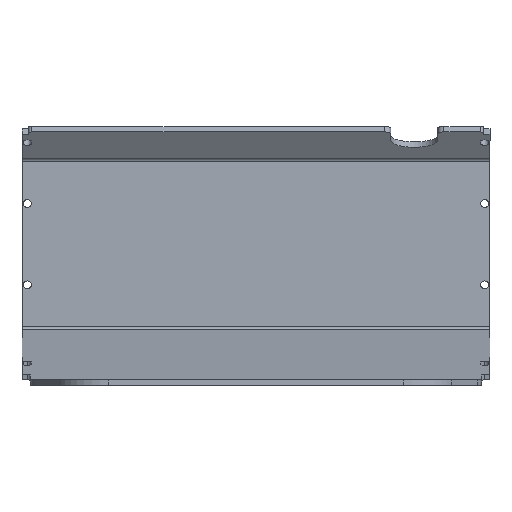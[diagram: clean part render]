
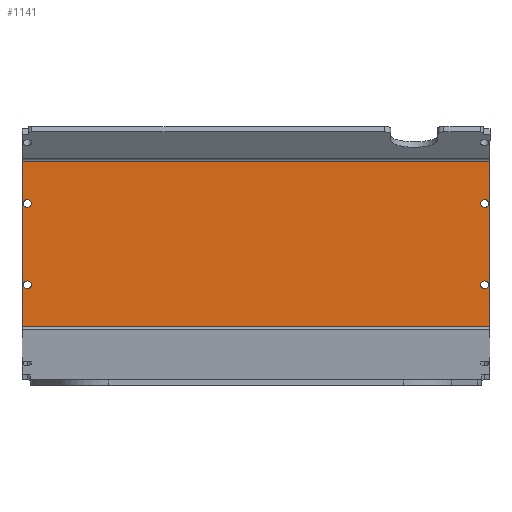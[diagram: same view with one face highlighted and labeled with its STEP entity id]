
A CAD part, front view. The second image highlights one B-rep face of the part: STEP entity #1141.
In plain terms, the highlighted planar face has unit normal (0, -1, 0).
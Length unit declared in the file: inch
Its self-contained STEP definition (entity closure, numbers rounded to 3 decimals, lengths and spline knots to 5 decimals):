
#10 = EDGE_LOOP ( 'NONE', ( #228, #2539 ) ) ;
#60 = CARTESIAN_POINT ( 'NONE',  ( -1.797, 17.72886, 16.54916 ) ) ;
#117 = AXIS2_PLACEMENT_3D ( 'NONE', #2005, #1576, #1155 ) ;
#185 = CARTESIAN_POINT ( 'NONE',  ( -1.797, 17.72886, 13.95607 ) ) ;
#190 = CARTESIAN_POINT ( 'NONE',  ( -1.967, 17.72886, 12.74249 ) ) ;
#199 = CARTESIAN_POINT ( 'NONE',  ( 12.953, 17.72886, 12.65538 ) ) ;
#208 = EDGE_LOOP ( 'NONE', ( #447, #2540, #2288, #2095 ) ) ;
#228 = ORIENTED_EDGE ( 'NONE', *, *, #2900, .F. ) ;
#246 = CIRCLE ( 'NONE', #379, 0.125 ) ;
#264 = VERTEX_POINT ( 'NONE', #1769 ) ;
#279 = CARTESIAN_POINT ( 'NONE',  ( 12.783, 17.72886, 16.79916 ) ) ;
#294 = LINE ( 'NONE', #199, #834 ) ;
#325 = FACE_OUTER_BOUND ( 'NONE', #208, .T. ) ;
#334 = CIRCLE ( 'NONE', #2098, 0.125 ) ;
#336 = EDGE_CURVE ( 'NONE', #2594, #1466, #2388, .T. ) ;
#371 = ORIENTED_EDGE ( 'NONE', *, *, #2177, .T. ) ;
#379 = AXIS2_PLACEMENT_3D ( 'NONE', #2064, #2054, #2049 ) ;
#397 = EDGE_LOOP ( 'NONE', ( #2107, #456 ) ) ;
#413 = VERTEX_POINT ( 'NONE', #185 ) ;
#447 = ORIENTED_EDGE ( 'NONE', *, *, #2812, .F. ) ;
#448 = EDGE_LOOP ( 'NONE', ( #1496, #842 ) ) ;
#456 = ORIENTED_EDGE ( 'NONE', *, *, #1033, .T. ) ;
#536 = CARTESIAN_POINT ( 'NONE',  ( 12.783, 17.72886, 16.54916 ) ) ;
#554 = VECTOR ( 'NONE', #2541, 39.37008 ) ;
#556 = AXIS2_PLACEMENT_3D ( 'NONE', #1580, #1572, #1559 ) ;
#578 = VERTEX_POINT ( 'NONE', #190 ) ;
#622 = DIRECTION ( 'NONE',  ( -1., 0., 0. ) ) ;
#625 = LINE ( 'NONE', #1248, #1104 ) ;
#651 = EDGE_CURVE ( 'NONE', #1432, #413, #334, .T. ) ;
#740 = CARTESIAN_POINT ( 'NONE',  ( -1.797, 17.72886, 14.20607 ) ) ;
#782 = CARTESIAN_POINT ( 'NONE',  ( 12.953, 17.72886, 12.74249 ) ) ;
#834 = VECTOR ( 'NONE', #1360, 39.37008 ) ;
#842 = ORIENTED_EDGE ( 'NONE', *, *, #2220, .F. ) ;
#881 = DIRECTION ( 'NONE',  ( 0., 0., 1. ) ) ;
#897 = DIRECTION ( 'NONE',  ( 0., -1., 0. ) ) ;
#902 = CARTESIAN_POINT ( 'NONE',  ( 12.783, 17.72886, 16.67416 ) ) ;
#921 = CIRCLE ( 'NONE', #2769, 0.125 ) ;
#1033 = EDGE_CURVE ( 'NONE', #1641, #1285, #1940, .T. ) ;
#1087 = DIRECTION ( 'NONE',  ( 0., 0., 1. ) ) ;
#1089 = DIRECTION ( 'NONE',  ( 0., -1., 0. ) ) ;
#1092 = CARTESIAN_POINT ( 'NONE',  ( 12.783, 17.72886, 14.08107 ) ) ;
#1104 = VECTOR ( 'NONE', #622, 39.37008 ) ;
#1134 = AXIS2_PLACEMENT_3D ( 'NONE', #1655, #1649, #1635 ) ;
#1141 = ADVANCED_FACE ( 'NONE', ( #1198, #1554, #325, #2373, #1555 ), #1659, .F. ) ;
#1155 = DIRECTION ( 'NONE',  ( 0., 0., 1. ) ) ;
#1174 = VERTEX_POINT ( 'NONE', #1566 ) ;
#1177 = CARTESIAN_POINT ( 'NONE',  ( -1.797, 17.72886, 16.79916 ) ) ;
#1198 = FACE_BOUND ( 'NONE', #10, .T. ) ;
#1232 = ORIENTED_EDGE ( 'NONE', *, *, #651, .T. ) ;
#1248 = CARTESIAN_POINT ( 'NONE',  ( 12.953, 17.72886, 12.74249 ) ) ;
#1285 = VERTEX_POINT ( 'NONE', #1177 ) ;
#1347 = DIRECTION ( 'NONE',  ( 0., 0., 1. ) ) ;
#1351 = DIRECTION ( 'NONE',  ( 0., -1., 0. ) ) ;
#1360 = DIRECTION ( 'NONE',  ( 0., 0., -1. ) ) ;
#1379 = CIRCLE ( 'NONE', #556, 0.125 ) ;
#1399 = CARTESIAN_POINT ( 'NONE',  ( 12.783, 17.72886, 16.67416 ) ) ;
#1419 = VERTEX_POINT ( 'NONE', #782 ) ;
#1432 = VERTEX_POINT ( 'NONE', #740 ) ;
#1466 = VERTEX_POINT ( 'NONE', #536 ) ;
#1472 = AXIS2_PLACEMENT_3D ( 'NONE', #1092, #1089, #1087 ) ;
#1496 = ORIENTED_EDGE ( 'NONE', *, *, #336, .F. ) ;
#1550 = CARTESIAN_POINT ( 'NONE',  ( -1.797, 17.72886, 14.08107 ) ) ;
#1554 = FACE_BOUND ( 'NONE', #397, .T. ) ;
#1555 = FACE_BOUND ( 'NONE', #2554, .T. ) ;
#1559 = DIRECTION ( 'NONE',  ( 0., 0., 1. ) ) ;
#1566 = CARTESIAN_POINT ( 'NONE',  ( 12.783, 17.72886, 14.20607 ) ) ;
#1572 = DIRECTION ( 'NONE',  ( 0., 1., 0. ) ) ;
#1576 = DIRECTION ( 'NONE',  ( 0., -1., 0. ) ) ;
#1580 = CARTESIAN_POINT ( 'NONE',  ( -1.797, 17.72886, 14.08107 ) ) ;
#1619 = CIRCLE ( 'NONE', #117, 0.125 ) ;
#1635 = DIRECTION ( 'NONE',  ( 0., 0., 1. ) ) ;
#1641 = VERTEX_POINT ( 'NONE', #60 ) ;
#1649 = DIRECTION ( 'NONE',  ( 0., 1., 0. ) ) ;
#1655 = CARTESIAN_POINT ( 'NONE',  ( 12.953, 17.72886, 12.65538 ) ) ;
#1659 = PLANE ( 'NONE',  #1134 ) ;
#1769 = CARTESIAN_POINT ( 'NONE',  ( 12.783, 17.72886, 13.95607 ) ) ;
#1829 = CIRCLE ( 'NONE', #1472, 0.125 ) ;
#1842 = CARTESIAN_POINT ( 'NONE',  ( -1.967, 17.72886, 18.01274 ) ) ;
#1857 = EDGE_CURVE ( 'NONE', #2099, #578, #2555, .T. ) ;
#1858 = DIRECTION ( 'NONE',  ( 1., 0., 0. ) ) ;
#1866 = CARTESIAN_POINT ( 'NONE',  ( 12.953, 17.72886, 18.01274 ) ) ;
#1868 = LINE ( 'NONE', #1866, #2094 ) ;
#1896 = DIRECTION ( 'NONE',  ( 0., 0., 1. ) ) ;
#1898 = DIRECTION ( 'NONE',  ( 0., 1., 0. ) ) ;
#1904 = CARTESIAN_POINT ( 'NONE',  ( 12.953, 17.72886, 18.01274 ) ) ;
#1914 = CARTESIAN_POINT ( 'NONE',  ( -1.797, 17.72886, 16.67416 ) ) ;
#1940 = CIRCLE ( 'NONE', #2445, 0.125 ) ;
#1995 = EDGE_CURVE ( 'NONE', #1285, #1641, #246, .T. ) ;
#2005 = CARTESIAN_POINT ( 'NONE',  ( 12.783, 17.72886, 14.08107 ) ) ;
#2049 = DIRECTION ( 'NONE',  ( 0., 0., 1. ) ) ;
#2054 = DIRECTION ( 'NONE',  ( 0., 1., 0. ) ) ;
#2064 = CARTESIAN_POINT ( 'NONE',  ( -1.797, 17.72886, 16.67416 ) ) ;
#2088 = VERTEX_POINT ( 'NONE', #1904 ) ;
#2094 = VECTOR ( 'NONE', #1858, 39.37008 ) ;
#2095 = ORIENTED_EDGE ( 'NONE', *, *, #2449, .F. ) ;
#2097 = EDGE_CURVE ( 'NONE', #2099, #2088, #1868, .T. ) ;
#2098 = AXIS2_PLACEMENT_3D ( 'NONE', #1550, #2926, #2704 ) ;
#2099 = VERTEX_POINT ( 'NONE', #1842 ) ;
#2107 = ORIENTED_EDGE ( 'NONE', *, *, #1995, .T. ) ;
#2177 = EDGE_CURVE ( 'NONE', #413, #1432, #1379, .T. ) ;
#2220 = EDGE_CURVE ( 'NONE', #1466, #2594, #921, .T. ) ;
#2288 = ORIENTED_EDGE ( 'NONE', *, *, #1857, .T. ) ;
#2323 = EDGE_CURVE ( 'NONE', #264, #1174, #1829, .T. ) ;
#2373 = FACE_BOUND ( 'NONE', #448, .T. ) ;
#2388 = CIRCLE ( 'NONE', #2881, 0.125 ) ;
#2445 = AXIS2_PLACEMENT_3D ( 'NONE', #1914, #1898, #1896 ) ;
#2449 = EDGE_CURVE ( 'NONE', #1419, #578, #625, .T. ) ;
#2539 = ORIENTED_EDGE ( 'NONE', *, *, #2323, .F. ) ;
#2540 = ORIENTED_EDGE ( 'NONE', *, *, #2097, .F. ) ;
#2541 = DIRECTION ( 'NONE',  ( 0., 0., -1. ) ) ;
#2553 = CARTESIAN_POINT ( 'NONE',  ( -1.967, 17.72886, 12.65538 ) ) ;
#2554 = EDGE_LOOP ( 'NONE', ( #1232, #371 ) ) ;
#2555 = LINE ( 'NONE', #2553, #554 ) ;
#2594 = VERTEX_POINT ( 'NONE', #279 ) ;
#2704 = DIRECTION ( 'NONE',  ( 0., 0., 1. ) ) ;
#2769 = AXIS2_PLACEMENT_3D ( 'NONE', #1399, #1351, #1347 ) ;
#2812 = EDGE_CURVE ( 'NONE', #2088, #1419, #294, .T. ) ;
#2881 = AXIS2_PLACEMENT_3D ( 'NONE', #902, #897, #881 ) ;
#2900 = EDGE_CURVE ( 'NONE', #1174, #264, #1619, .T. ) ;
#2926 = DIRECTION ( 'NONE',  ( 0., 1., 0. ) ) ;
